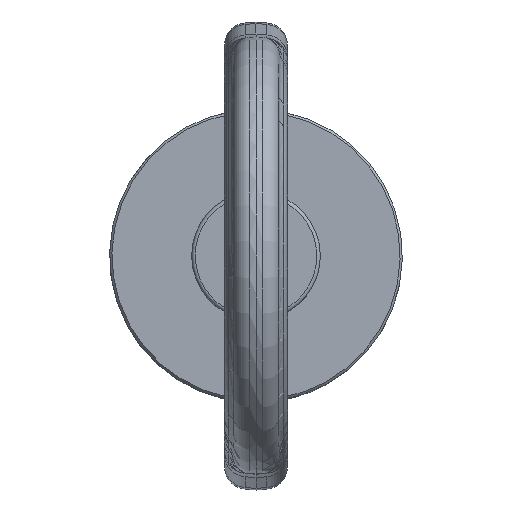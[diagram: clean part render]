
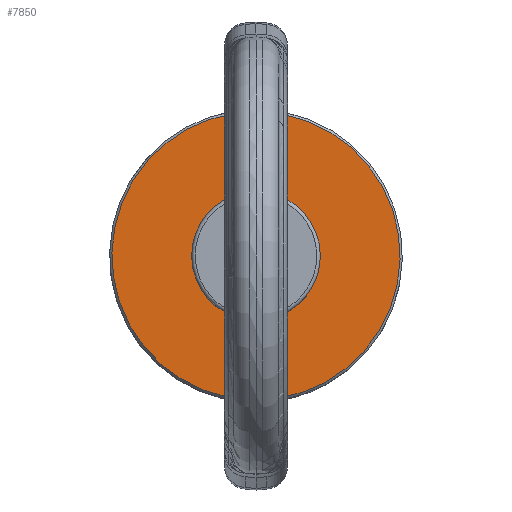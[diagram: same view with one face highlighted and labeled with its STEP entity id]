
A CAD part, top view. The second image highlights one B-rep face of the part: STEP entity #7850.
In plain terms, the highlighted planar face has unit normal (0, 0, 1).
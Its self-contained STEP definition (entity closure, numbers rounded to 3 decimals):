
#7827=CARTESIAN_POINT('Axis2P3D Location',(0.,-9.,44.8)) ;
#7832=CARTESIAN_POINT('Axis2P3D Location',(0.,0.,44.8)) ;
#7836=CARTESIAN_POINT('Vertex',(-15.342,28.083,44.8)) ;
#7838=CARTESIAN_POINT('Vertex',(15.342,-28.083,44.8)) ;
#7841=CARTESIAN_POINT('Axis2P3D Location',(0.,0.,44.8)) ;
#7828=DIRECTION('Axis2P3D Direction',(0.,0.,1.)) ;
#7829=DIRECTION('Axis2P3D XDirection',(1.,0.,0.)) ;
#7833=DIRECTION('Axis2P3D Direction',(0.,0.,1.)) ;
#7842=DIRECTION('Axis2P3D Direction',(0.,0.,1.)) ;
#7830=AXIS2_PLACEMENT_3D('Plane Axis2P3D',#7827,#7828,#7829) ;
#7834=AXIS2_PLACEMENT_3D('Circle Axis2P3D',#7832,#7833,$) ;
#7843=AXIS2_PLACEMENT_3D('Circle Axis2P3D',#7841,#7842,$) ;
#7847=ORIENTED_EDGE('',*,*,#7840,.T.) ;
#7848=ORIENTED_EDGE('',*,*,#7845,.T.) ;
#7850=ADVANCED_FACE('\X2\51434EF6672C9AD4\X0\',(#7849),#7831,.T.) ;
#7835=CIRCLE('generated circle',#7834,32.) ;
#7844=CIRCLE('generated circle',#7843,32.) ;
#7840=EDGE_CURVE('',#7837,#7839,#7835,.T.) ;
#7845=EDGE_CURVE('',#7839,#7837,#7844,.T.) ;
#7846=EDGE_LOOP('',(#7847,#7848)) ;
#7849=FACE_OUTER_BOUND('',#7846,.T.) ;
#7831=PLANE('',#7830) ;
#7837=VERTEX_POINT('',#7836) ;
#7839=VERTEX_POINT('',#7838) ;
